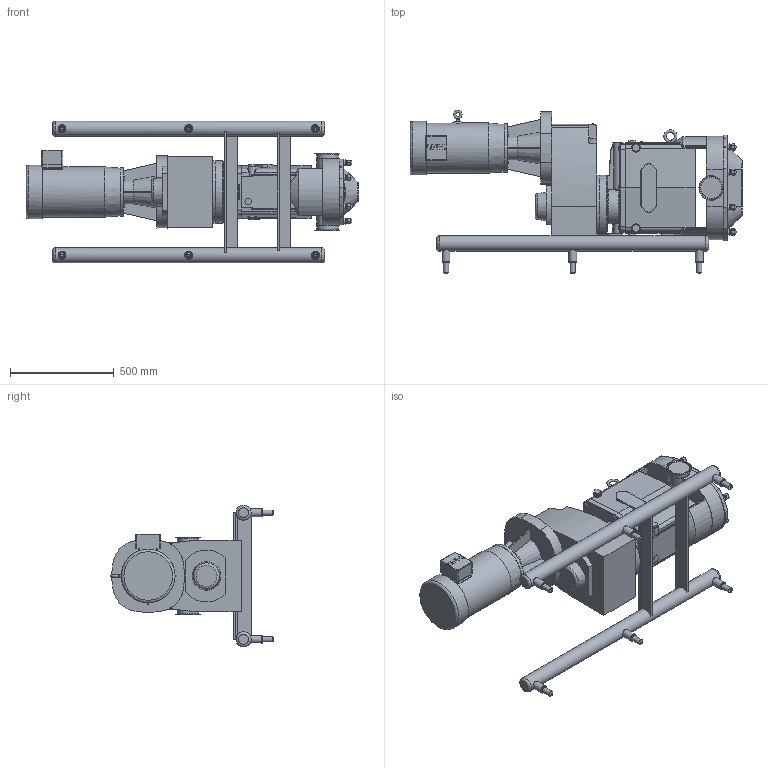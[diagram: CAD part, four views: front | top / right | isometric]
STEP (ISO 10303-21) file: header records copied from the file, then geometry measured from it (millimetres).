
FILE_DESCRIPTION(/* description */ (''),/* implementation_level */ '2;1');
FILE_NAME(/* name */ 'U2_210U2_215TC_4x4_S-Line_10HP_SM.stp',/* time_stamp */ '2020-10-20T15:43:30+05:00',/* author */ ('trtmhr'),/* organization */ (''),/* preprocessor_version */ 'ST-DEVELOPER v17',/* originating_system */ 'Autodesk Inventor 2018',/* authorisation */ '');
FILE_SCHEMA (('AUTOMOTIVE_DESIGN { 1 0 10303 214 3 1 1 }'));
Length unit declared in the file: inch
Products named in the file (1): U2_210U2_215TC_4x4_S-Line_10HP_SM
Bounding box: 1597.69 x 786.27 x 682.62 mm (x, y, z)
Volume: 144993481.8 mm3; surface area: 3770916.9 mm2
Topology: 6 solids, 6 shells, 958 faces, 2491 edges, 1610 vertices
Faces by surface type: plane 471, cylinder 238, bspline 106, torus 80, cone 47, sphere 16
Full cylindrical faces by diameter (mm): 5.08 x1, 6.39 x1, 12.141 x1, 12.395 x5, 12.7 x4, 23.012 x8, 25.4 x6, 29.083 x8, 38.1 x10, 101.6 x2, 102.946 x4, 103.962 x2, 119.024 x2, 232.994 x1, 241.579 x1, 258.572 x1, 299.974 x1, 299.999 x1
Entity records: 33100 total; most frequent: CARTESIAN_POINT 9712, ORIENTED_EDGE 4966, DIRECTION 4691, EDGE_CURVE 2483, AXIS2_PLACEMENT_3D 1690, VERTEX_POINT 1610, LINE 1311, VECTOR 1311
